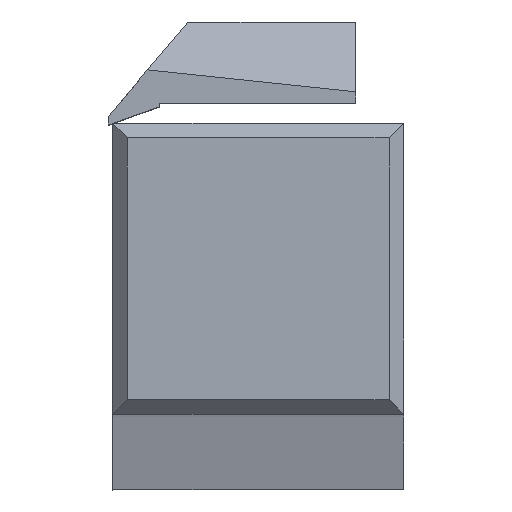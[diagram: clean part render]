
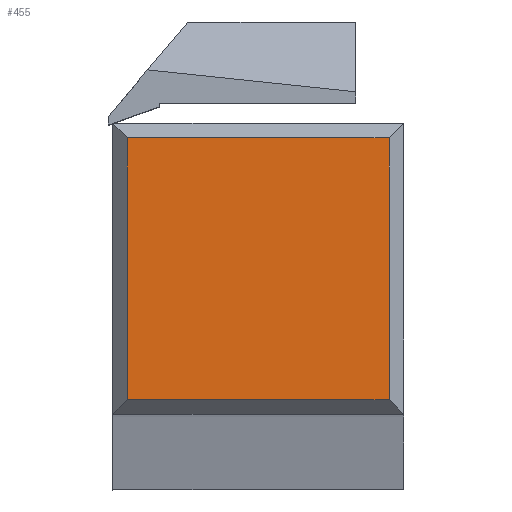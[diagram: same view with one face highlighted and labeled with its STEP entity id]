
A CAD part, top view. The second image highlights one B-rep face of the part: STEP entity #455.
In plain terms, the highlighted planar face has unit normal (0, 0, 1).
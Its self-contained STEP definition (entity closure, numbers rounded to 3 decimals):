
#28 = LINE ( 'NONE', #656, #691 ) ;
#69 = VERTEX_POINT ( 'NONE', #445 ) ;
#107 = CARTESIAN_POINT ( 'NONE',  ( -1., 1., 0. ) ) ;
#108 = CARTESIAN_POINT ( 'NONE',  ( -19., 19., 0. ) ) ;
#120 = LINE ( 'NONE', #272, #725 ) ;
#129 = ORIENTED_EDGE ( 'NONE', *, *, #456, .T. ) ;
#161 = PLANE ( 'NONE',  #282 ) ;
#163 = DIRECTION ( 'NONE',  ( 0., -1., 0. ) ) ;
#172 = LINE ( 'NONE', #188, #822 ) ;
#188 = CARTESIAN_POINT ( 'NONE',  ( -1., 20., 0. ) ) ;
#258 = LINE ( 'NONE', #517, #479 ) ;
#272 = CARTESIAN_POINT ( 'NONE',  ( -20., 19., 0. ) ) ;
#282 = AXIS2_PLACEMENT_3D ( 'NONE', #320, #978, #488 ) ;
#320 = CARTESIAN_POINT ( 'NONE',  ( 0., 0., 0. ) ) ;
#329 = VERTEX_POINT ( 'NONE', #798 ) ;
#366 = EDGE_LOOP ( 'NONE', ( #402, #129, #545, #690 ) ) ;
#402 = ORIENTED_EDGE ( 'NONE', *, *, #1015, .T. ) ;
#445 = CARTESIAN_POINT ( 'NONE',  ( -1., 19., 0. ) ) ;
#455 = ADVANCED_FACE ( 'NONE', ( #470 ), #161, .F. ) ;
#456 = EDGE_CURVE ( 'NONE', #718, #329, #28, .T. ) ;
#470 = FACE_OUTER_BOUND ( 'NONE', #366, .T. ) ;
#479 = VECTOR ( 'NONE', #1004, 1000. ) ;
#488 = DIRECTION ( 'NONE',  ( -1., 0., 0. ) ) ;
#517 = CARTESIAN_POINT ( 'NONE',  ( 0., 1., 0. ) ) ;
#545 = ORIENTED_EDGE ( 'NONE', *, *, #671, .T. ) ;
#656 = CARTESIAN_POINT ( 'NONE',  ( -19., 0., 0. ) ) ;
#671 = EDGE_CURVE ( 'NONE', #329, #1011, #258, .T. ) ;
#686 = DIRECTION ( 'NONE',  ( -1., 0., 0. ) ) ;
#690 = ORIENTED_EDGE ( 'NONE', *, *, #942, .T. ) ;
#691 = VECTOR ( 'NONE', #163, 1000. ) ;
#718 = VERTEX_POINT ( 'NONE', #108 ) ;
#725 = VECTOR ( 'NONE', #686, 1000. ) ;
#760 = DIRECTION ( 'NONE',  ( 0., 1., 0. ) ) ;
#798 = CARTESIAN_POINT ( 'NONE',  ( -19., 1., 0. ) ) ;
#822 = VECTOR ( 'NONE', #760, 1000. ) ;
#942 = EDGE_CURVE ( 'NONE', #1011, #69, #172, .T. ) ;
#978 = DIRECTION ( 'NONE',  ( 0., 0., -1. ) ) ;
#1004 = DIRECTION ( 'NONE',  ( 1., 0., 0. ) ) ;
#1011 = VERTEX_POINT ( 'NONE', #107 ) ;
#1015 = EDGE_CURVE ( 'NONE', #69, #718, #120, .T. ) ;
